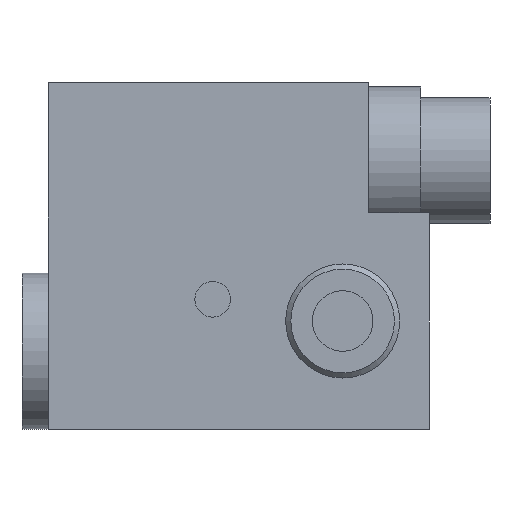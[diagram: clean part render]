
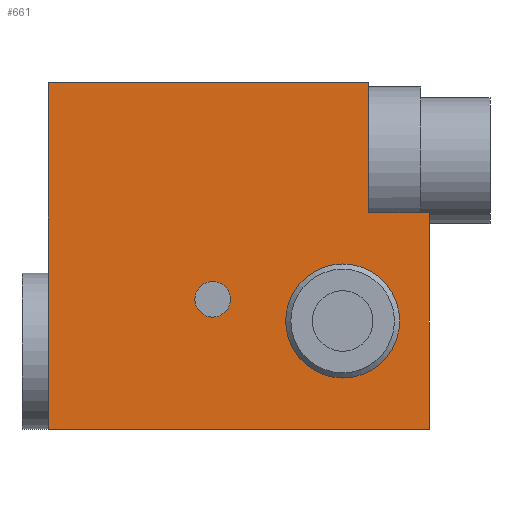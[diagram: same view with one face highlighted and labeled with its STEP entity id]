
A CAD part, left-side view. The second image highlights one B-rep face of the part: STEP entity #661.
In plain terms, the highlighted planar face has unit normal (-1, 0, 0).
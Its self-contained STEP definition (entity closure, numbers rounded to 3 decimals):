
#15=LINE('',#999,#75);
#16=LINE('',#1001,#76);
#17=LINE('',#1003,#77);
#18=LINE('',#1005,#78);
#19=LINE('',#1007,#79);
#20=LINE('',#1009,#80);
#21=LINE('',#1010,#81);
#75=VECTOR('',#803,15.);
#76=VECTOR('',#804,37.);
#77=VECTOR('',#805,31.);
#78=VECTOR('',#806,9.);
#79=VECTOR('',#807,44.);
#80=VECTOR('',#808,25.);
#81=VECTOR('',#809,7.);
#137=PLANE('',#716);
#185=FACE_BOUND('',#260,.T.);
#186=FACE_BOUND('',#261,.T.);
#208=FACE_OUTER_BOUND('',#259,.T.);
#259=EDGE_LOOP('',(#497,#498,#499,#500,#501,#502,#503));
#260=EDGE_LOOP('',(#504));
#261=EDGE_LOOP('',(#505));
#318=CIRCLE('',#707,6.579);
#321=CIRCLE('',#712,2.05);
#342=VERTEX_POINT('',#982);
#345=VERTEX_POINT('',#990);
#347=VERTEX_POINT('',#997);
#348=VERTEX_POINT('',#998);
#349=VERTEX_POINT('',#1000);
#350=VERTEX_POINT('',#1002);
#351=VERTEX_POINT('',#1004);
#352=VERTEX_POINT('',#1006);
#353=VERTEX_POINT('',#1008);
#404=EDGE_CURVE('',#342,#342,#318,.T.);
#407=EDGE_CURVE('',#345,#345,#321,.T.);
#409=EDGE_CURVE('',#347,#348,#15,.T.);
#410=EDGE_CURVE('',#349,#347,#16,.T.);
#411=EDGE_CURVE('',#349,#350,#17,.T.);
#412=EDGE_CURVE('',#350,#351,#18,.T.);
#413=EDGE_CURVE('',#352,#351,#19,.T.);
#414=EDGE_CURVE('',#353,#352,#20,.T.);
#415=EDGE_CURVE('',#348,#353,#21,.T.);
#497=ORIENTED_EDGE('',*,*,#409,.F.);
#498=ORIENTED_EDGE('',*,*,#410,.F.);
#499=ORIENTED_EDGE('',*,*,#411,.T.);
#500=ORIENTED_EDGE('',*,*,#412,.T.);
#501=ORIENTED_EDGE('',*,*,#413,.F.);
#502=ORIENTED_EDGE('',*,*,#414,.F.);
#503=ORIENTED_EDGE('',*,*,#415,.F.);
#504=ORIENTED_EDGE('',*,*,#407,.T.);
#505=ORIENTED_EDGE('',*,*,#404,.T.);
#661=ADVANCED_FACE('',(#208,#185,#186),#137,.T.);
#707=AXIS2_PLACEMENT_3D('',#983,#783,#784);
#712=AXIS2_PLACEMENT_3D('',#991,#793,#794);
#716=AXIS2_PLACEMENT_3D('',#996,#801,#802);
#783=DIRECTION('center_axis',(1.,0.,0.));
#784=DIRECTION('ref_axis',(0.,0.,-1.));
#793=DIRECTION('center_axis',(1.,0.,0.));
#794=DIRECTION('ref_axis',(0.,0.,-1.));
#801=DIRECTION('center_axis',(-1.,0.,0.));
#802=DIRECTION('ref_axis',(0.,0.,1.));
#803=DIRECTION('',(0.,0.,-1.));
#804=DIRECTION('',(0.,-1.,0.));
#805=DIRECTION('',(0.,0.,-1.));
#806=DIRECTION('',(0.,0.,-1.));
#807=DIRECTION('',(0.,1.,0.));
#808=DIRECTION('',(0.,0.,-1.));
#809=DIRECTION('',(0.,-1.,0.));
#982=CARTESIAN_POINT('',(8.5,-15.,19.079));
#983=CARTESIAN_POINT('Origin',(8.5,-15.,12.5));
#990=CARTESIAN_POINT('',(8.5,0.,17.05));
#991=CARTESIAN_POINT('Origin',(8.5,0.,15.));
#996=CARTESIAN_POINT('Origin',(8.5,-2.375,19.375));
#997=CARTESIAN_POINT('',(8.5,-18.,40.));
#998=CARTESIAN_POINT('',(8.5,-18.,25.));
#999=CARTESIAN_POINT('',(8.5,-18.,40.));
#1000=CARTESIAN_POINT('',(8.5,19.,40.));
#1001=CARTESIAN_POINT('',(8.5,19.,40.));
#1002=CARTESIAN_POINT('',(8.5,19.,9.));
#1003=CARTESIAN_POINT('',(8.5,19.,0.));
#1004=CARTESIAN_POINT('',(8.5,19.,0.));
#1005=CARTESIAN_POINT('',(8.5,19.,0.));
#1006=CARTESIAN_POINT('',(8.5,-25.,0.));
#1007=CARTESIAN_POINT('',(8.5,9.5,0.));
#1008=CARTESIAN_POINT('',(8.5,-25.,25.));
#1009=CARTESIAN_POINT('',(8.5,-25.,0.));
#1010=CARTESIAN_POINT('',(8.5,9.5,25.));
